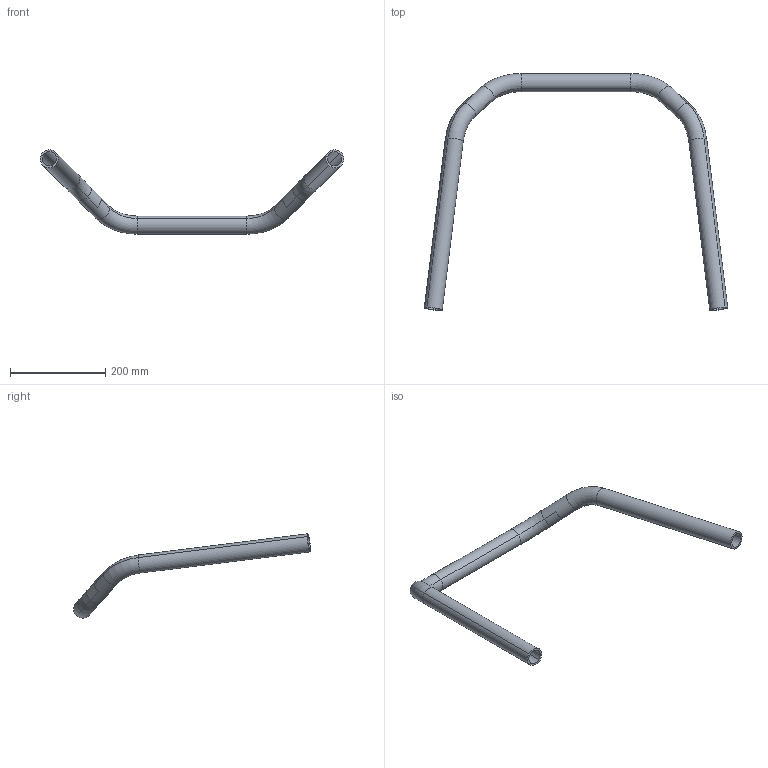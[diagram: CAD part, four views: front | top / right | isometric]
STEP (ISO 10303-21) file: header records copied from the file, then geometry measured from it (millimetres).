
FILE_DESCRIPTION((''),'2;1');
FILE_NAME('1214710','2024-02-13T16:47:25',('afalkowski'),(''),'CREO PARAMETRIC BY PTC INC, 2022484','CREO PARAMETRIC BY PTC INC, 2022484','');
FILE_SCHEMA(('CONFIG_CONTROL_DESIGN'));
Length unit declared in the file: millimetre
Products named in the file (1): 1214710
Bounding box: 635.59 x 496.29 x 176.52 mm (x, y, z)
Volume: 597063.2 mm3; surface area: 299386.1 mm2
Topology: 1 solids, 1 shells, 38 faces, 92 edges, 56 vertices
Faces by surface type: cylinder 20, torus 16, plane 2
Entity records: 1174 total; most frequent: DIRECTION 232, CARTESIAN_POINT 186, ORIENTED_EDGE 184, AXIS2_PLACEMENT_3D 102, EDGE_CURVE 92, CIRCLE 64, VERTEX_POINT 56, EDGE_LOOP 40
